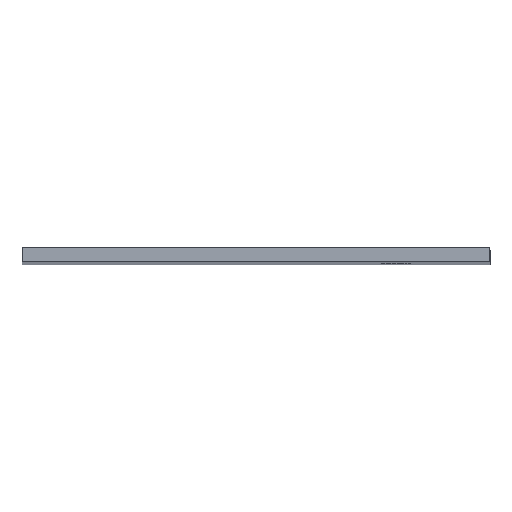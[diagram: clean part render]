
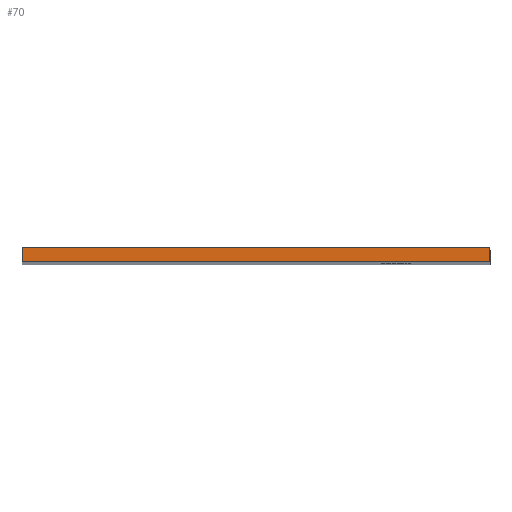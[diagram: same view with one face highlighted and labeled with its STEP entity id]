
A CAD part, top view. The second image highlights one B-rep face of the part: STEP entity #70.
In plain terms, the highlighted planar face has unit normal (0, 0, 1).
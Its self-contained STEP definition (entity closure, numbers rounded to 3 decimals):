
#61=FACE_OUTER_BOUND('',#287,.T.);
#70=ADVANCED_FACE('',(#61),#104,.F.);
#104=PLANE('',#723);
#111=LINE('',#973,#135);
#120=LINE('',#1037,#144);
#123=LINE('',#1043,#147);
#125=LINE('',#1047,#149);
#135=VECTOR('',#782,1.);
#144=VECTOR('',#839,1.);
#147=VECTOR('',#846,1.);
#149=VECTOR('',#850,1.);
#287=EDGE_LOOP('',(#410,#411,#412,#413));
#410=ORIENTED_EDGE('',*,*,#576,.T.);
#411=ORIENTED_EDGE('',*,*,#608,.F.);
#412=ORIENTED_EDGE('',*,*,#613,.F.);
#413=ORIENTED_EDGE('',*,*,#611,.T.);
#511=VERTEX_POINT('',#971);
#513=VERTEX_POINT('',#974);
#543=VERTEX_POINT('',#1036);
#545=VERTEX_POINT('',#1044);
#576=EDGE_CURVE('',#513,#511,#111,.T.);
#608=EDGE_CURVE('',#543,#511,#120,.T.);
#611=EDGE_CURVE('',#545,#513,#123,.T.);
#613=EDGE_CURVE('',#545,#543,#125,.T.);
#723=AXIS2_PLACEMENT_3D('',#1048,#851,#852);
#782=DIRECTION('',(-1.,0.,0.));
#839=DIRECTION('',(0.,1.,0.));
#846=DIRECTION('',(0.,1.,0.));
#850=DIRECTION('',(-1.,0.,0.));
#851=DIRECTION('',(0.,0.,-1.));
#852=DIRECTION('',(-1.,0.,0.));
#971=CARTESIAN_POINT('',(0.,0.,0.));
#973=CARTESIAN_POINT('',(82.,0.,0.));
#974=CARTESIAN_POINT('',(82.,0.,0.));
#1036=CARTESIAN_POINT('',(0.,-2.5,0.));
#1037=CARTESIAN_POINT('',(0.,-2.5,0.));
#1043=CARTESIAN_POINT('',(82.,-2.5,0.));
#1044=CARTESIAN_POINT('',(82.,-2.5,0.));
#1047=CARTESIAN_POINT('',(82.,-2.5,0.));
#1048=CARTESIAN_POINT('',(82.,-2.5,0.));
